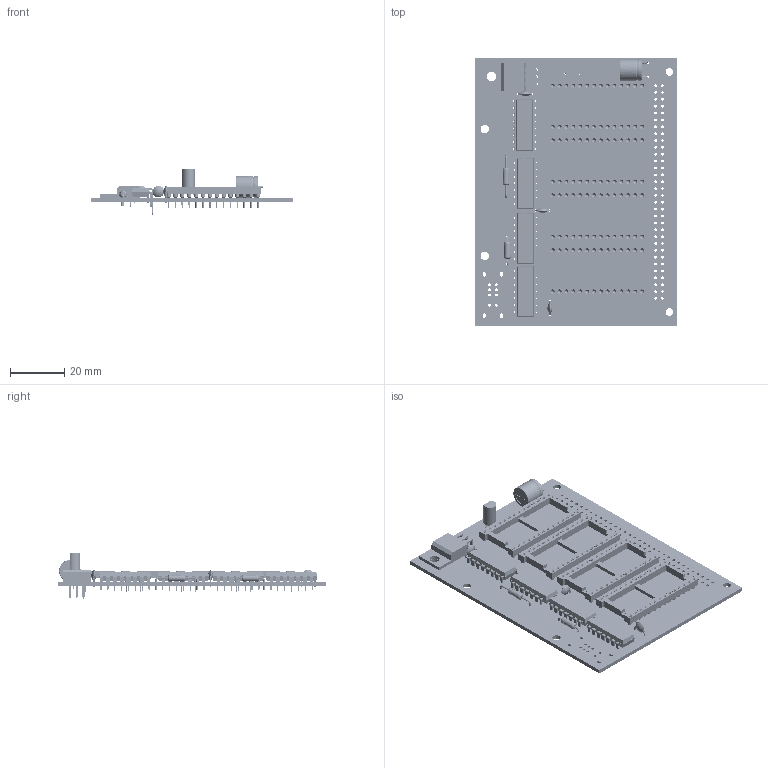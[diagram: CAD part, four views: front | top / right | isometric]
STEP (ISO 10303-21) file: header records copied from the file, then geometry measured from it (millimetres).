
FILE_DESCRIPTION(('KiCad electronic assembly'),'2;1');
FILE_NAME('QL_GST_Rom_board.step','2025-08-21T18:53:06',('Pcbnew'),( 'Kicad'),'Open CASCADE STEP processor 7.8','KiCad to STEP converter' ,'Unknown');
FILE_SCHEMA(('AUTOMOTIVE_DESIGN { 1 0 10303 214 1 1 1 1 }'));
Length unit declared in the file: millimetre
Products named in the file (12): QL_GST_Rom_board 1; R_Axial_DIN0207_L6.3mm_D2.5mm_P15.24mm_Horizontal; DIP-28_W15.24mm_Socket; R_Axial_DIN0207_L6.3mm_D2.5mm_P10.16mm_Horizontal; DIP-14_W7.62mm; DIN41612_Q_2x32_Female_RightAngle_THT; TO-220-3_Horizontal_TabDown; TO-92L_Inline_Wide; C_Disc_D4.3mm_W1.9mm_P5.00mm; CP_Radial_D8.0mm_P5.00mm; DIP-16_W7.62mm; QL_GST_Rom_board_PCB
Assembly tree (18 placements, depth 2):
  QL_GST_Rom_board 1
    R_Axial_DIN0207_L6.3mm_D2.5mm_P15.24mm_Horizontal
    DIP-28_W15.24mm_Socket  x4
    R_Axial_DIN0207_L6.3mm_D2.5mm_P10.16mm_Horizontal
    DIP-14_W7.62mm  x3
    DIN41612_Q_2x32_Female_RightAngle_THT
    TO-220-3_Horizontal_TabDown
    TO-92L_Inline_Wide
    C_Disc_D4.3mm_W1.9mm_P5.00mm  x3
    CP_Radial_D8.0mm_P5.00mm
    DIP-16_W7.62mm
    QL_GST_Rom_board_PCB
Bounding box: 74.68 x 99.06 x 16.83 mm (x, y, z)
Volume: 16554.4 mm3; surface area: 25927.6 mm2
Topology: 17 solids, 18 shells, 3046 faces, 6784 edges, 4334 vertices
Faces by surface type: plane 1633, cylinder 935, cone 336, bspline 114, revolution 12, torus 10, sphere 6
Full cylindrical faces by diameter (mm): 0.5 x14, 0.508 x224, 0.6 x8, 0.8 x185, 1 x72, 1.1 x3, 1.524 x112, 1.724 x112, 2.25 x2, 2.5 x4, 2.85 x2, 3.1 x2, 3.5 x1, 3.735 x1
Entity records: 51959 total; most frequent: CARTESIAN_POINT 9020, DIRECTION 7221, ORIENTED_EDGE 6876, EDGE_CURVE 3438, AXIS2_PLACEMENT_3D 2500, LINE 2213, VECTOR 2213, VERTEX_POINT 2211
